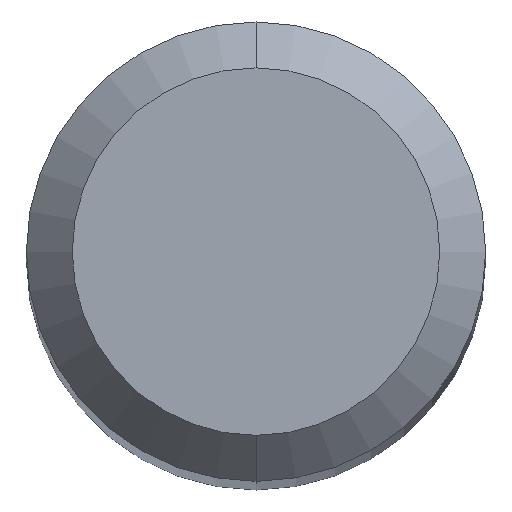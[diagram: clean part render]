
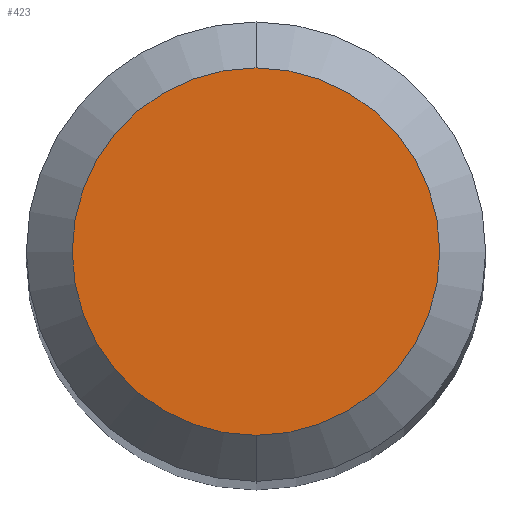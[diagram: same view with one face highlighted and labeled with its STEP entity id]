
A CAD part, top view. The second image highlights one B-rep face of the part: STEP entity #423.
In plain terms, the highlighted planar face has unit normal (0, 0, 1).
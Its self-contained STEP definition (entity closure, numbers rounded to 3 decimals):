
#217=EDGE_CURVE('',#439,#399,#514,.T.);
#241=EDGE_CURVE('',#399,#439,#540,.T.);
#399=VERTEX_POINT('',#714);
#423=ADVANCED_FACE('',(#739),#740,.T.);
#439=VERTEX_POINT('',#758);
#514=CIRCLE('',#912,1.2);
#540=CIRCLE('',#960,1.2);
#714=CARTESIAN_POINT('',(0.0,1.2,31.562));
#739=FACE_OUTER_BOUND('',#1398,.T.);
#740=PLANE('',#1399);
#758=CARTESIAN_POINT('',(0.,-1.2,31.562));
#912=AXIS2_PLACEMENT_3D('',#1493,#1494,#1495);
#960=AXIS2_PLACEMENT_3D('',#1517,#1518,#1519);
#1398=EDGE_LOOP('',(#1728,#1729));
#1399=AXIS2_PLACEMENT_3D('',#1730,#1731,#1732);
#1493=CARTESIAN_POINT('',(0.0,0.0,31.562));
#1494=DIRECTION('',(0.0,0.0,-1.0));
#1495=DIRECTION('',(0.0,1.0,0.0));
#1517=CARTESIAN_POINT('',(0.0,0.0,31.562));
#1518=DIRECTION('',(0.0,0.0,-1.0));
#1519=DIRECTION('',(0.0,1.0,0.0));
#1728=ORIENTED_EDGE('',*,*,#241,.F.);
#1729=ORIENTED_EDGE('',*,*,#217,.F.);
#1730=CARTESIAN_POINT('',(0.0,0.6,31.562));
#1731=DIRECTION('',(-0.0,0.0,1.0));
#1732=DIRECTION('',(0.0,-1.0,0.0));
